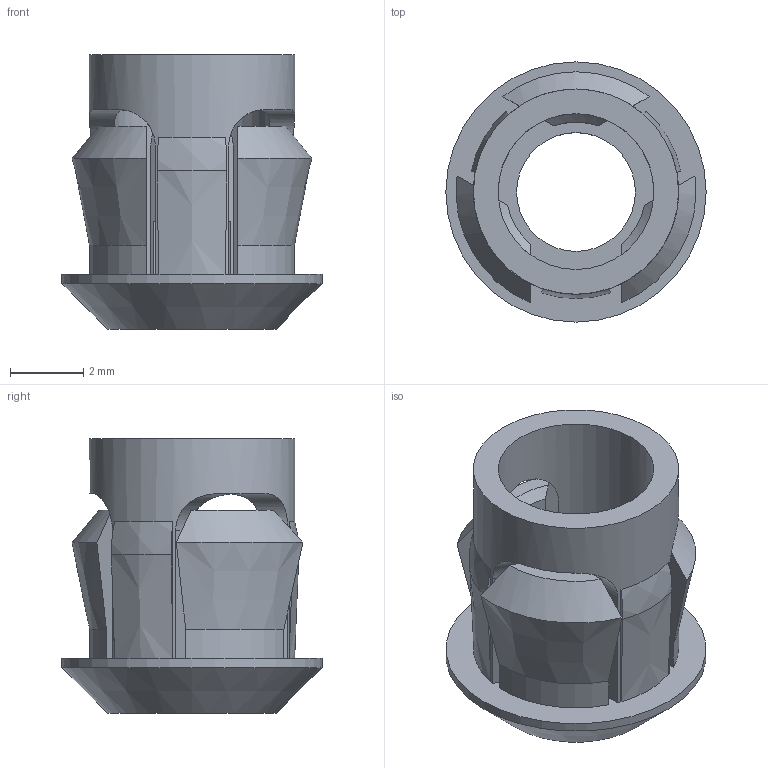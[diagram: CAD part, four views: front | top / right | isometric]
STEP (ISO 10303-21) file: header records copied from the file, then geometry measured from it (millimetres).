
FILE_DESCRIPTION(/* description */ (''),/* implementation_level */ '2;1');
FILE_NAME(/* name */ '3mmLEDHalter v4.step',/* time_stamp */ '2023-11-15T17:52:30+01:00',/* author */ (''),/* organization */ (''),/* preprocessor_version */ 'ST-DEVELOPER v20',/* originating_system */ 'Autodesk Translation Framework v12.14.0.127',/* authorisation */ '');
FILE_SCHEMA (('AUTOMOTIVE_DESIGN { 1 0 10303 214 3 1 1 }'));
Length unit declared in the file: millimetre
Products named in the file (1): 3mmLEDHalter
Bounding box: 7.1 x 7.1 x 7.5 mm (x, y, z)
Volume: 97.4 mm3; surface area: 324.7 mm2
Topology: 1 solids, 1 shells, 65 faces, 180 edges, 118 vertices
Faces by surface type: plane 30, cylinder 19, cone 13, bspline 3
Full cylindrical faces by diameter (mm): 3.24 x1, 4.25 x1, 5.6 x1, 7.1 x1
Entity records: 2232 total; most frequent: CARTESIAN_POINT 550, ORIENTED_EDGE 360, DIRECTION 339, EDGE_CURVE 180, AXIS2_PLACEMENT_3D 128, VERTEX_POINT 118, LINE 83, VECTOR 83
